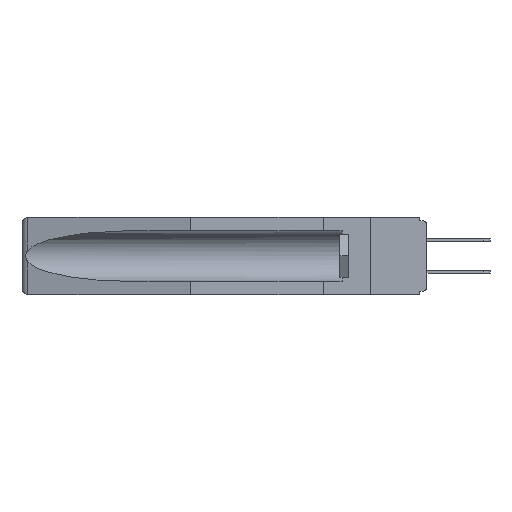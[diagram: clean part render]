
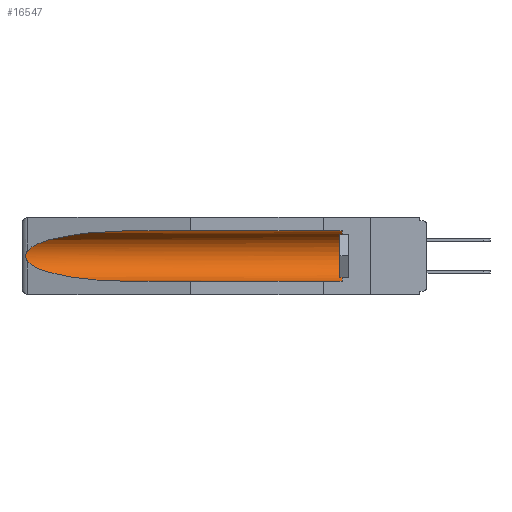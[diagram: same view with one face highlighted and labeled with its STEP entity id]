
A CAD part, left-side view. The second image highlights one B-rep face of the part: STEP entity #16547.
In plain terms, the highlighted cylindrical face has radius 2.857 mm (diameter 5.715 mm), a partial arc.
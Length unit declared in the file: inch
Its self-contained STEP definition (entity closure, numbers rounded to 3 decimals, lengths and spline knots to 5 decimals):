
#186 = DIRECTION ( 'NONE',  ( 0., 1., 0. ) ) ;
#482 = B_SPLINE_CURVE_WITH_KNOTS ( 'NONE', 3,
 ( #4981, #22621, #15435, #13734, #11956, #3333, #17281, #17437, #12183, #19237 ),
 .UNSPECIFIED., .F., .F.,
 ( 4, 2, 2, 2, 4 ),
 ( 0., 0.00029, 0.00058, 0.00087, 0.00117 ),
 .UNSPECIFIED. ) ;
#631 = CARTESIAN_POINT ( 'NONE',  ( 0.21114, 1.30732, -0.284 ) ) ;
#973 = LINE ( 'NONE', #16347, #16404 ) ;
#1833 = CARTESIAN_POINT ( 'NONE',  ( 0.155, -0.30754, -0.1715 ) ) ;
#2834 = ORIENTED_EDGE ( 'NONE', *, *, #12599, .T. ) ;
#2984 = AXIS2_PLACEMENT_3D ( 'NONE', #14354, #3779, #3858 ) ;
#3333 = CARTESIAN_POINT ( 'NONE',  ( 0.2675, 1.53308, -0.17534 ) ) ;
#3511 = AXIS2_PLACEMENT_3D ( 'NONE', #1833, #13926, #20926 ) ;
#3779 = DIRECTION ( 'NONE',  ( 0., -1., 0. ) ) ;
#3858 = DIRECTION ( 'NONE',  ( 0., 0., 1. ) ) ;
#4117 = CARTESIAN_POINT ( 'NONE',  ( 0.155, 1.07973, -0.284 ) ) ;
#4573 = CARTESIAN_POINT ( 'NONE',  ( 0.155, 0.126, -0.059 ) ) ;
#4981 = CARTESIAN_POINT ( 'NONE',  ( 0.26537, 1.52718, -0.14972 ) ) ;
#5340 =( BOUNDED_CURVE ( )  B_SPLINE_CURVE ( 3, ( #8600, #22787, #14293, #5519 ),
 .UNSPECIFIED., .F., .F. ) 
 B_SPLINE_CURVE_WITH_KNOTS ( ( 4, 4 ),
 ( 4.71239, 6.08839 ),
 .UNSPECIFIED. ) 
 CURVE ( )  GEOMETRIC_REPRESENTATION_ITEM ( )  RATIONAL_B_SPLINE_CURVE ( ( 1., 0.848, 0.848, 1. ) ) 
 REPRESENTATION_ITEM ( '' )  );
#5439 = ORIENTED_EDGE ( 'NONE', *, *, #19471, .T. ) ;
#5519 = CARTESIAN_POINT ( 'NONE',  ( 0.26537, 1.52718, -0.14972 ) ) ;
#6418 = CARTESIAN_POINT ( 'NONE',  ( 0.26537, 1.52718, -0.14972 ) ) ;
#6982 = VERTEX_POINT ( 'NONE', #17458 ) ;
#7247 = CARTESIAN_POINT ( 'NONE',  ( 0.155, -0.30754, -0.059 ) ) ;
#7342 = ORIENTED_EDGE ( 'NONE', *, *, #15271, .T. ) ;
#8166 = FACE_OUTER_BOUND ( 'NONE', #19010, .T. ) ;
#8258 = CARTESIAN_POINT ( 'NONE',  ( 0.155, 1.07973, -0.059 ) ) ;
#8600 = CARTESIAN_POINT ( 'NONE',  ( 0.155, 1.07973, -0.059 ) ) ;
#9189 = VERTEX_POINT ( 'NONE', #16490 ) ;
#9249 = EDGE_CURVE ( 'NONE', #21774, #6982, #973, .T. ) ;
#10380 = CYLINDRICAL_SURFACE ( 'NONE', #3511, 0.1125 ) ;
#10579 = LINE ( 'NONE', #7247, #14972 ) ;
#11956 = CARTESIAN_POINT ( 'NONE',  ( 0.2675, 1.53308, -0.16763 ) ) ;
#12183 = CARTESIAN_POINT ( 'NONE',  ( 0.26597, 1.5296, -0.19026 ) ) ;
#12599 = EDGE_CURVE ( 'NONE', #21774, #14466, #16322, .T. ) ;
#13734 = CARTESIAN_POINT ( 'NONE',  ( 0.2673, 1.5327, -0.16383 ) ) ;
#13926 = DIRECTION ( 'NONE',  ( 0., 1., 0. ) ) ;
#14293 = CARTESIAN_POINT ( 'NONE',  ( 0.25451, 1.48313, -0.09465 ) ) ;
#14354 = CARTESIAN_POINT ( 'NONE',  ( 0.155, 0.126, -0.1715 ) ) ;
#14466 = VERTEX_POINT ( 'NONE', #4573 ) ;
#14972 = VECTOR ( 'NONE', #186, 39.37008 ) ;
#15119 = ORIENTED_EDGE ( 'NONE', *, *, #15246, .T. ) ;
#15246 = EDGE_CURVE ( 'NONE', #16246, #9189, #482, .T. ) ;
#15271 = EDGE_CURVE ( 'NONE', #22389, #16246, #5340, .T. ) ;
#15435 = CARTESIAN_POINT ( 'NONE',  ( 0.26654, 1.53092, -0.15636 ) ) ;
#15796 = CARTESIAN_POINT ( 'NONE',  ( 0.155, 0.126, -0.284 ) ) ;
#16246 = VERTEX_POINT ( 'NONE', #6418 ) ;
#16301 = ORIENTED_EDGE ( 'NONE', *, *, #19614, .T. ) ;
#16322 = CIRCLE ( 'NONE', #2984, 0.1125 ) ;
#16347 = CARTESIAN_POINT ( 'NONE',  ( 0.155, -0.30754, -0.284 ) ) ;
#16404 = VECTOR ( 'NONE', #20036, 39.37008 ) ;
#16490 = CARTESIAN_POINT ( 'NONE',  ( 0.26537, 1.52718, -0.19328 ) ) ;
#16497 = CARTESIAN_POINT ( 'NONE',  ( 0.25451, 1.48313, -0.24835 ) ) ;
#16547 = ADVANCED_FACE ( 'NONE', ( #8166 ), #10380, .F. ) ;
#17281 = CARTESIAN_POINT ( 'NONE',  ( 0.2673, 1.53269, -0.17917 ) ) ;
#17437 = CARTESIAN_POINT ( 'NONE',  ( 0.26655, 1.53094, -0.18657 ) ) ;
#17458 = CARTESIAN_POINT ( 'NONE',  ( 0.155, 1.07973, -0.284 ) ) ;
#17864 = ORIENTED_EDGE ( 'NONE', *, *, #9249, .F. ) ;
#18352 = CARTESIAN_POINT ( 'NONE',  ( 0.26537, 1.52718, -0.19328 ) ) ;
#19010 = EDGE_LOOP ( 'NONE', ( #7342, #15119, #16301, #17864, #2834, #5439 ) ) ;
#19237 = CARTESIAN_POINT ( 'NONE',  ( 0.26537, 1.52718, -0.19328 ) ) ;
#19471 = EDGE_CURVE ( 'NONE', #14466, #22389, #10579, .T. ) ;
#19614 = EDGE_CURVE ( 'NONE', #9189, #6982, #20046, .T. ) ;
#20036 = DIRECTION ( 'NONE',  ( 0., 1., 0. ) ) ;
#20046 =( BOUNDED_CURVE ( )  B_SPLINE_CURVE ( 3, ( #18352, #16497, #631, #4117 ),
 .UNSPECIFIED., .F., .F. ) 
 B_SPLINE_CURVE_WITH_KNOTS ( ( 4, 4 ),
 ( 0.1948, 1.5708 ),
 .UNSPECIFIED. ) 
 CURVE ( )  GEOMETRIC_REPRESENTATION_ITEM ( )  RATIONAL_B_SPLINE_CURVE ( ( 1., 0.848, 0.848, 1. ) ) 
 REPRESENTATION_ITEM ( '' )  );
#20926 = DIRECTION ( 'NONE',  ( 0., 0., 1. ) ) ;
#21774 = VERTEX_POINT ( 'NONE', #15796 ) ;
#22389 = VERTEX_POINT ( 'NONE', #8258 ) ;
#22621 = CARTESIAN_POINT ( 'NONE',  ( 0.26597, 1.52961, -0.15275 ) ) ;
#22787 = CARTESIAN_POINT ( 'NONE',  ( 0.21114, 1.30732, -0.059 ) ) ;
